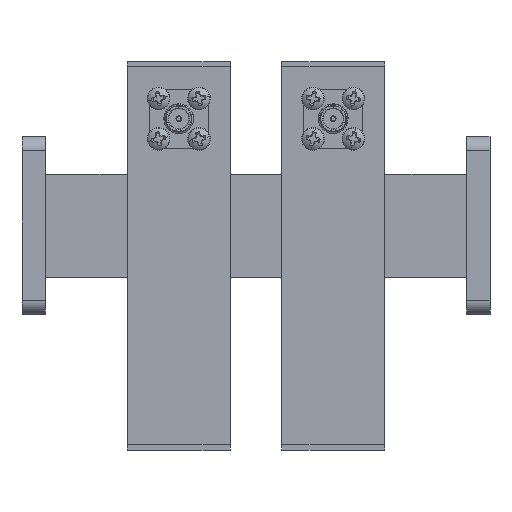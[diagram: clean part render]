
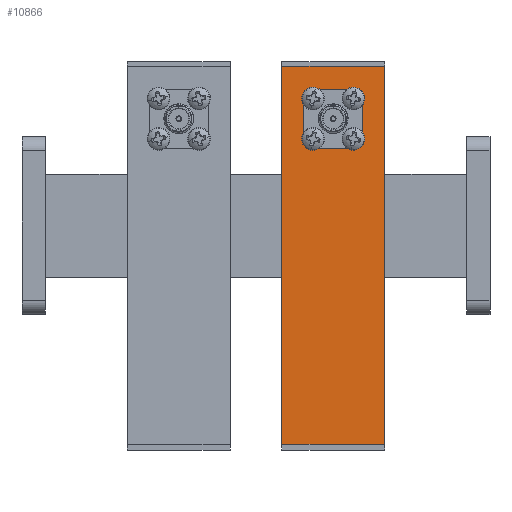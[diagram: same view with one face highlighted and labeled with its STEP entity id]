
A CAD part, top view. The second image highlights one B-rep face of the part: STEP entity #10866.
In plain terms, the highlighted planar face has unit normal (0, 0, 1).
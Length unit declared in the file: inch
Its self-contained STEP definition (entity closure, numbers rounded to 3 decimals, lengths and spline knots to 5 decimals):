
#52 = VECTOR ( 'NONE', #4017, 39.37008 ) ;
#79 = ORIENTED_EDGE ( 'NONE', *, *, #8628, .F. ) ;
#86 = CARTESIAN_POINT ( 'NONE',  ( 0.49061, 0.64795, 0.68898 ) ) ;
#287 = LINE ( 'NONE', #3940, #1252 ) ;
#360 = EDGE_CURVE ( 'NONE', #1000, #7022, #4281, .T. ) ;
#704 = ORIENTED_EDGE ( 'NONE', *, *, #360, .T. ) ;
#740 = CARTESIAN_POINT ( 'NONE',  ( 0.39961, 0.73895, 0.68898 ) ) ;
#887 = VERTEX_POINT ( 'NONE', #1256 ) ;
#1000 = VERTEX_POINT ( 'NONE', #4918 ) ;
#1047 = DIRECTION ( 'NONE',  ( 0., 0., 1. ) ) ;
#1138 = AXIS2_PLACEMENT_3D ( 'NONE', #4634, #2042, #2201 ) ;
#1170 = CARTESIAN_POINT ( 'NONE',  ( 0.49061, 1.14795, 0.68898 ) ) ;
#1196 = DIRECTION ( 'NONE',  ( 0., 0., 1. ) ) ;
#1252 = VECTOR ( 'NONE', #4791, 39.37008 ) ;
#1256 = CARTESIAN_POINT ( 'NONE',  ( 0.89961, 0.73895, 0.68898 ) ) ;
#1272 = LINE ( 'NONE', #1170, #10408 ) ;
#1459 = ORIENTED_EDGE ( 'NONE', *, *, #7437, .T. ) ;
#1688 = EDGE_CURVE ( 'NONE', #1000, #4990, #6560, .T. ) ;
#1712 = VECTOR ( 'NONE', #1807, 39.37008 ) ;
#1807 = DIRECTION ( 'NONE',  ( 0., 1., 0. ) ) ;
#1827 = DIRECTION ( 'NONE',  ( 0., 0., 1. ) ) ;
#1927 = VERTEX_POINT ( 'NONE', #6217 ) ;
#2001 = ORIENTED_EDGE ( 'NONE', *, *, #2652, .F. ) ;
#2033 = EDGE_CURVE ( 'NONE', #7979, #1927, #5991, .T. ) ;
#2042 = DIRECTION ( 'NONE',  ( 0., 0., 1. ) ) ;
#2168 = CARTESIAN_POINT ( 'NONE',  ( 0.89961, 0.73895, 0.68898 ) ) ;
#2201 = DIRECTION ( 'NONE',  ( -1., 0., 0. ) ) ;
#2444 = PLANE ( 'NONE',  #10435 ) ;
#2538 = EDGE_CURVE ( 'NONE', #10258, #9839, #8433, .T. ) ;
#2652 = EDGE_CURVE ( 'NONE', #5990, #7126, #3470, .T. ) ;
#2706 = EDGE_CURVE ( 'NONE', #7126, #10258, #8564, .T. ) ;
#2710 = CARTESIAN_POINT ( 'NONE',  ( 1.08268, -1.88976, 0.68898 ) ) ;
#2819 = VECTOR ( 'NONE', #3407, 39.37008 ) ;
#2984 = VECTOR ( 'NONE', #8662, 39.37008 ) ;
#3023 = CARTESIAN_POINT ( 'NONE',  ( 0.21654, 1.34062, 0.68898 ) ) ;
#3085 = EDGE_CURVE ( 'NONE', #10834, #5990, #9029, .T. ) ;
#3309 = DIRECTION ( 'NONE',  ( -1., 0., 0. ) ) ;
#3407 = DIRECTION ( 'NONE',  ( 1., 0., 0. ) ) ;
#3448 = CARTESIAN_POINT ( 'NONE',  ( 0.49061, 0.64795, 0.68898 ) ) ;
#3470 = LINE ( 'NONE', #10361, #2984 ) ;
#3569 = DIRECTION ( 'NONE',  ( 1., 0., 0. ) ) ;
#3940 = CARTESIAN_POINT ( 'NONE',  ( 0.21654, 1.34062, 0.68898 ) ) ;
#3971 = ORIENTED_EDGE ( 'NONE', *, *, #4166, .F. ) ;
#4017 = DIRECTION ( 'NONE',  ( -1., 0., 0. ) ) ;
#4161 = AXIS2_PLACEMENT_3D ( 'NONE', #9348, #11166, #3309 ) ;
#4166 = EDGE_CURVE ( 'NONE', #9839, #887, #4880, .T. ) ;
#4281 = LINE ( 'NONE', #2710, #1712 ) ;
#4301 = FACE_OUTER_BOUND ( 'NONE', #10602, .T. ) ;
#4495 = LINE ( 'NONE', #2168, #5228 ) ;
#4634 = CARTESIAN_POINT ( 'NONE',  ( 0.80861, 1.05695, 0.68898 ) ) ;
#4791 = DIRECTION ( 'NONE',  ( -1., 0., 0. ) ) ;
#4866 = CARTESIAN_POINT ( 'NONE',  ( 0.21654, -1.84192, 0.68898 ) ) ;
#4880 = CIRCLE ( 'NONE', #4161, 0.091 ) ;
#4889 = AXIS2_PLACEMENT_3D ( 'NONE', #7167, #1196, #3569 ) ;
#4918 = CARTESIAN_POINT ( 'NONE',  ( 1.08268, -1.84192, 0.68898 ) ) ;
#4990 = VERTEX_POINT ( 'NONE', #8496 ) ;
#5228 = VECTOR ( 'NONE', #8896, 39.37008 ) ;
#5281 = DIRECTION ( 'NONE',  ( 1., 0., 0. ) ) ;
#5712 = CARTESIAN_POINT ( 'NONE',  ( 0.49061, 1.14795, 0.68898 ) ) ;
#5990 = VERTEX_POINT ( 'NONE', #10349 ) ;
#5991 = CIRCLE ( 'NONE', #1138, 0.091 ) ;
#6217 = CARTESIAN_POINT ( 'NONE',  ( 0.80861, 1.14795, 0.68898 ) ) ;
#6344 = ORIENTED_EDGE ( 'NONE', *, *, #3085, .F. ) ;
#6560 = LINE ( 'NONE', #4866, #52 ) ;
#6718 = FACE_BOUND ( 'NONE', #8897, .T. ) ;
#6897 = CARTESIAN_POINT ( 'NONE',  ( 0.80861, 0.64795, 0.68898 ) ) ;
#7022 = VERTEX_POINT ( 'NONE', #7280 ) ;
#7037 = VECTOR ( 'NONE', #11065, 39.37008 ) ;
#7075 = ORIENTED_EDGE ( 'NONE', *, *, #2538, .F. ) ;
#7126 = VERTEX_POINT ( 'NONE', #740 ) ;
#7167 = CARTESIAN_POINT ( 'NONE',  ( 0.49061, 1.05695, 0.68898 ) ) ;
#7280 = CARTESIAN_POINT ( 'NONE',  ( 1.08268, 1.34062, 0.68898 ) ) ;
#7437 = EDGE_CURVE ( 'NONE', #7022, #9188, #287, .T. ) ;
#7486 = ORIENTED_EDGE ( 'NONE', *, *, #1688, .F. ) ;
#7540 = ORIENTED_EDGE ( 'NONE', *, *, #2033, .F. ) ;
#7979 = VERTEX_POINT ( 'NONE', #8271 ) ;
#8031 = AXIS2_PLACEMENT_3D ( 'NONE', #9680, #1047, #5281 ) ;
#8171 = EDGE_CURVE ( 'NONE', #887, #7979, #4495, .T. ) ;
#8239 = LINE ( 'NONE', #9140, #7037 ) ;
#8271 = CARTESIAN_POINT ( 'NONE',  ( 0.89961, 1.05695, 0.68898 ) ) ;
#8433 = LINE ( 'NONE', #86, #2819 ) ;
#8469 = CARTESIAN_POINT ( 'NONE',  ( 0.21654, -1.88976, 0.68898 ) ) ;
#8496 = CARTESIAN_POINT ( 'NONE',  ( 0.21654, -1.84192, 0.68898 ) ) ;
#8564 = CIRCLE ( 'NONE', #8031, 0.091 ) ;
#8628 = EDGE_CURVE ( 'NONE', #4990, #9188, #8239, .T. ) ;
#8662 = DIRECTION ( 'NONE',  ( 0., -1., 0. ) ) ;
#8842 = ORIENTED_EDGE ( 'NONE', *, *, #9635, .F. ) ;
#8896 = DIRECTION ( 'NONE',  ( 0., 1., 0. ) ) ;
#8897 = EDGE_LOOP ( 'NONE', ( #2001, #6344, #8842, #7540, #9939, #3971, #7075, #10255 ) ) ;
#8899 = DIRECTION ( 'NONE',  ( -1., 0., 0. ) ) ;
#9029 = CIRCLE ( 'NONE', #4889, 0.091 ) ;
#9140 = CARTESIAN_POINT ( 'NONE',  ( 0.21654, -1.88976, 0.68898 ) ) ;
#9188 = VERTEX_POINT ( 'NONE', #3023 ) ;
#9348 = CARTESIAN_POINT ( 'NONE',  ( 0.80861, 0.73895, 0.68898 ) ) ;
#9635 = EDGE_CURVE ( 'NONE', #1927, #10834, #1272, .T. ) ;
#9680 = CARTESIAN_POINT ( 'NONE',  ( 0.49061, 0.73895, 0.68898 ) ) ;
#9839 = VERTEX_POINT ( 'NONE', #6897 ) ;
#9939 = ORIENTED_EDGE ( 'NONE', *, *, #8171, .F. ) ;
#10255 = ORIENTED_EDGE ( 'NONE', *, *, #2706, .F. ) ;
#10258 = VERTEX_POINT ( 'NONE', #3448 ) ;
#10280 = DIRECTION ( 'NONE',  ( 1., 0., 0. ) ) ;
#10349 = CARTESIAN_POINT ( 'NONE',  ( 0.39961, 1.05695, 0.68898 ) ) ;
#10361 = CARTESIAN_POINT ( 'NONE',  ( 0.39961, 0.73895, 0.68898 ) ) ;
#10408 = VECTOR ( 'NONE', #8899, 39.37008 ) ;
#10435 = AXIS2_PLACEMENT_3D ( 'NONE', #8469, #1827, #10280 ) ;
#10602 = EDGE_LOOP ( 'NONE', ( #7486, #704, #1459, #79 ) ) ;
#10834 = VERTEX_POINT ( 'NONE', #5712 ) ;
#10866 = ADVANCED_FACE ( 'NONE', ( #4301, #6718 ), #2444, .T. ) ;
#11065 = DIRECTION ( 'NONE',  ( 0., 1., 0. ) ) ;
#11166 = DIRECTION ( 'NONE',  ( 0., 0., 1. ) ) ;
